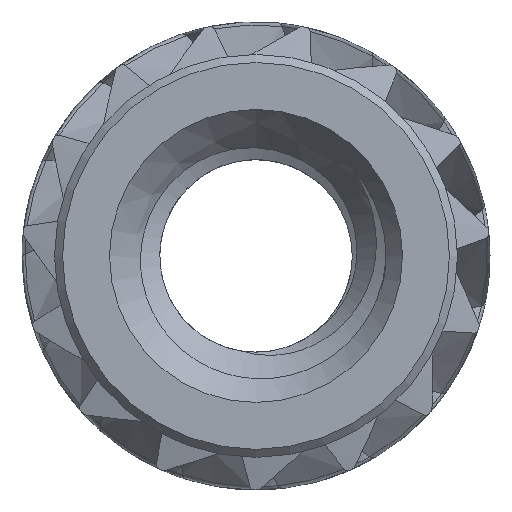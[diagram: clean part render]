
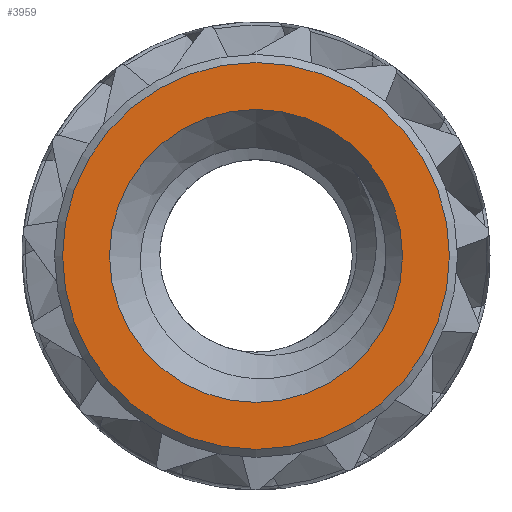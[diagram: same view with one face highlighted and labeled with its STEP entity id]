
A CAD part, front view. The second image highlights one B-rep face of the part: STEP entity #3959.
In plain terms, the highlighted planar face has unit normal (0, -1, 0).
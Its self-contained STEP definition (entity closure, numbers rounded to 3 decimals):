
#16=FACE_BOUND('',#1009,.T.);
#18=PLANE('',#4283);
#789=FACE_OUTER_BOUND('',#1008,.T.);
#1008=EDGE_LOOP('',(#3644));
#1009=EDGE_LOOP('',(#3645));
#1018=CIRCLE('',#4001,1.127);
#1040=CIRCLE('',#4031,1.488);
#1369=VERTEX_POINT('',#5902);
#1387=VERTEX_POINT('',#6071);
#1816=EDGE_CURVE('',#1369,#1369,#1018,.T.);
#1845=EDGE_CURVE('',#1387,#1387,#1040,.T.);
#3644=ORIENTED_EDGE('',*,*,#1845,.T.);
#3645=ORIENTED_EDGE('',*,*,#1816,.F.);
#3959=ADVANCED_FACE('',(#789,#16),#18,.T.);
#4001=AXIS2_PLACEMENT_3D('',#5904,#4354,#4355);
#4031=AXIS2_PLACEMENT_3D('',#6073,#4417,#4418);
#4283=AXIS2_PLACEMENT_3D('',#17890,#4957,#4958);
#4354=DIRECTION('center_axis',(0.,-1.,0.));
#4355=DIRECTION('ref_axis',(0.,0.,-1.));
#4417=DIRECTION('center_axis',(0.,-1.,0.));
#4418=DIRECTION('ref_axis',(1.,0.,0.));
#4957=DIRECTION('center_axis',(0.,-1.,0.));
#4958=DIRECTION('ref_axis',(1.,0.,0.));
#5902=CARTESIAN_POINT('',(0.,-2.,1.127));
#5904=CARTESIAN_POINT('Origin',(0.,-2.,0.));
#6071=CARTESIAN_POINT('',(1.488,-2.,0.));
#6073=CARTESIAN_POINT('Origin',(0.,-2.,0.));
#17890=CARTESIAN_POINT('Origin',(1.55,-2.,0.));
